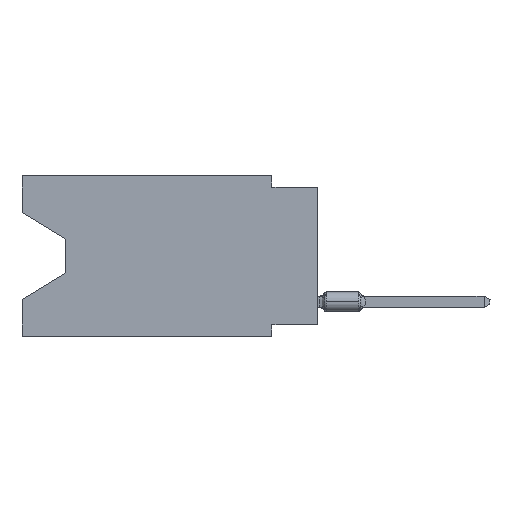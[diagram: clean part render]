
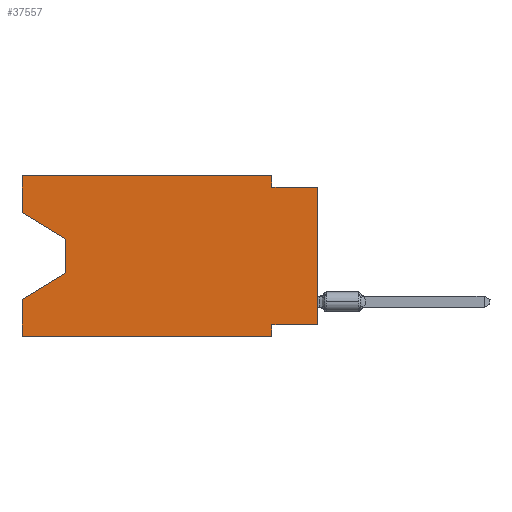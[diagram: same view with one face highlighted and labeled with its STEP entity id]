
A CAD part, left-side view. The second image highlights one B-rep face of the part: STEP entity #37557.
In plain terms, the highlighted planar face has unit normal (-1, 0, 0).
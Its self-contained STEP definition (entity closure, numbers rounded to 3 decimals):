
#130 = CARTESIAN_POINT ( 'NONE',  ( 0., 2.54, -8.89 ) ) ;
#672 = LINE ( 'NONE', #36304, #49908 ) ;
#1363 = CARTESIAN_POINT ( 'NONE',  ( 0., 0., -0.635 ) ) ;
#1815 = VECTOR ( 'NONE', #20814, 1000. ) ;
#2269 = EDGE_CURVE ( 'NONE', #5594, #18803, #27110, .T. ) ;
#2413 = CARTESIAN_POINT ( 'NONE',  ( 0., 2.54, -0.635 ) ) ;
#2507 = LINE ( 'NONE', #24826, #44235 ) ;
#2647 = CARTESIAN_POINT ( 'NONE',  ( 0., 16.383, -2.038 ) ) ;
#3376 = ORIENTED_EDGE ( 'NONE', *, *, #46575, .T. ) ;
#4236 = CARTESIAN_POINT ( 'NONE',  ( 0., 16.383, 0. ) ) ;
#5382 = CARTESIAN_POINT ( 'NONE',  ( 0., 16.383, 0. ) ) ;
#5594 = VERTEX_POINT ( 'NONE', #2647 ) ;
#5930 = EDGE_CURVE ( 'NONE', #49750, #24981, #19950, .T. ) ;
#6768 = ORIENTED_EDGE ( 'NONE', *, *, #43379, .T. ) ;
#6797 = VERTEX_POINT ( 'NONE', #45903 ) ;
#6918 = LINE ( 'NONE', #10977, #25138 ) ;
#6950 = CARTESIAN_POINT ( 'NONE',  ( 0., 2.54, 0. ) ) ;
#7239 = ORIENTED_EDGE ( 'NONE', *, *, #5930, .T. ) ;
#8283 = VECTOR ( 'NONE', #9727, 1000. ) ;
#8387 = CARTESIAN_POINT ( 'NONE',  ( 0., 13.97, -3.505 ) ) ;
#9357 = VERTEX_POINT ( 'NONE', #29012 ) ;
#9395 = LINE ( 'NONE', #130, #47180 ) ;
#9727 = DIRECTION ( 'NONE',  ( 0., -1., 0. ) ) ;
#9771 = EDGE_CURVE ( 'NONE', #5594, #30250, #6918, .T. ) ;
#10977 = CARTESIAN_POINT ( 'NONE',  ( 0., 16.383, -2.038 ) ) ;
#11264 = CARTESIAN_POINT ( 'NONE',  ( 0., 2.54, -8.255 ) ) ;
#11852 = DIRECTION ( 'NONE',  ( 0., 0., -1. ) ) ;
#11931 = CARTESIAN_POINT ( 'NONE',  ( 0., 16.383, 0. ) ) ;
#12156 = ORIENTED_EDGE ( 'NONE', *, *, #36627, .F. ) ;
#12581 = LINE ( 'NONE', #29979, #20338 ) ;
#15838 = CARTESIAN_POINT ( 'NONE',  ( 0., 13.97, -3.505 ) ) ;
#16707 = VECTOR ( 'NONE', #11852, 1000. ) ;
#18133 = LINE ( 'NONE', #5382, #8283 ) ;
#18803 = VERTEX_POINT ( 'NONE', #11931 ) ;
#19950 = LINE ( 'NONE', #24593, #1815 ) ;
#20338 = VECTOR ( 'NONE', #47906, 1000. ) ;
#20375 = LINE ( 'NONE', #43256, #30859 ) ;
#20814 = DIRECTION ( 'NONE',  ( 0., 0., 1. ) ) ;
#21440 = ORIENTED_EDGE ( 'NONE', *, *, #2269, .F. ) ;
#22124 = AXIS2_PLACEMENT_3D ( 'NONE', #43793, #31033, #42924 ) ;
#23009 = EDGE_CURVE ( 'NONE', #38234, #32551, #9395, .T. ) ;
#24593 = CARTESIAN_POINT ( 'NONE',  ( 0., 0., 0. ) ) ;
#24826 = CARTESIAN_POINT ( 'NONE',  ( 0., 16.383, 0. ) ) ;
#24901 = CARTESIAN_POINT ( 'NONE',  ( 0., 0., -8.255 ) ) ;
#24981 = VERTEX_POINT ( 'NONE', #38376 ) ;
#25138 = VECTOR ( 'NONE', #47160, 1000. ) ;
#25838 = PLANE ( 'NONE',  #22124 ) ;
#27110 = LINE ( 'NONE', #4236, #55231 ) ;
#27400 = DIRECTION ( 'NONE',  ( 0., 0., 1. ) ) ;
#28376 = CARTESIAN_POINT ( 'NONE',  ( 0., 2.54, 0. ) ) ;
#29012 = CARTESIAN_POINT ( 'NONE',  ( 0., 13.97, -5.385 ) ) ;
#29979 = CARTESIAN_POINT ( 'NONE',  ( 0., 13.97, -5.385 ) ) ;
#30250 = VERTEX_POINT ( 'NONE', #15838 ) ;
#30859 = VECTOR ( 'NONE', #42971, 1000. ) ;
#31033 = DIRECTION ( 'NONE',  ( 1., 0., 0. ) ) ;
#31044 = VERTEX_POINT ( 'NONE', #2413 ) ;
#32551 = VERTEX_POINT ( 'NONE', #44168 ) ;
#33648 = ORIENTED_EDGE ( 'NONE', *, *, #52148, .T. ) ;
#34156 = ORIENTED_EDGE ( 'NONE', *, *, #23009, .F. ) ;
#35464 = DIRECTION ( 'NONE',  ( 0., 0., -1. ) ) ;
#35476 = VECTOR ( 'NONE', #54624, 1000. ) ;
#35752 = ORIENTED_EDGE ( 'NONE', *, *, #56026, .F. ) ;
#36304 = CARTESIAN_POINT ( 'NONE',  ( 0., 0., -8.255 ) ) ;
#36627 = EDGE_CURVE ( 'NONE', #38079, #6797, #2507, .T. ) ;
#37323 = EDGE_CURVE ( 'NONE', #49750, #38234, #672, .T. ) ;
#37557 = ADVANCED_FACE ( 'NONE', ( #52170 ), #25838, .F. ) ;
#38079 = VERTEX_POINT ( 'NONE', #47973 ) ;
#38234 = VERTEX_POINT ( 'NONE', #11264 ) ;
#38376 = CARTESIAN_POINT ( 'NONE',  ( 0., 0., -0.635 ) ) ;
#40827 = EDGE_CURVE ( 'NONE', #31044, #24981, #41327, .T. ) ;
#41327 = LINE ( 'NONE', #1363, #35476 ) ;
#41995 = ORIENTED_EDGE ( 'NONE', *, *, #47371, .F. ) ;
#42507 = EDGE_LOOP ( 'NONE', ( #51858, #6768, #3376, #12156, #33648, #34156, #44681, #7239, #55336, #41995, #35752, #21440 ) ) ;
#42924 = DIRECTION ( 'NONE',  ( 0., 0., -1. ) ) ;
#42971 = DIRECTION ( 'NONE',  ( 0., -1., 0. ) ) ;
#43256 = CARTESIAN_POINT ( 'NONE',  ( 0., 16.383, -8.89 ) ) ;
#43379 = EDGE_CURVE ( 'NONE', #30250, #9357, #48050, .T. ) ;
#43793 = CARTESIAN_POINT ( 'NONE',  ( 0., 16.383, 0. ) ) ;
#44168 = CARTESIAN_POINT ( 'NONE',  ( 0., 2.54, -8.89 ) ) ;
#44235 = VECTOR ( 'NONE', #55782, 1000. ) ;
#44681 = ORIENTED_EDGE ( 'NONE', *, *, #37323, .F. ) ;
#45903 = CARTESIAN_POINT ( 'NONE',  ( 0., 16.383, -6.852 ) ) ;
#46575 = EDGE_CURVE ( 'NONE', #9357, #6797, #12581, .T. ) ;
#47160 = DIRECTION ( 'NONE',  ( 0., -0.855, -0.519 ) ) ;
#47180 = VECTOR ( 'NONE', #35464, 1000. ) ;
#47371 = EDGE_CURVE ( 'NONE', #54076, #31044, #51517, .T. ) ;
#47906 = DIRECTION ( 'NONE',  ( 0., 0.855, -0.519 ) ) ;
#47973 = CARTESIAN_POINT ( 'NONE',  ( 0., 16.383, -8.89 ) ) ;
#48050 = LINE ( 'NONE', #8387, #51281 ) ;
#49030 = DIRECTION ( 'NONE',  ( 0., 1., 0. ) ) ;
#49750 = VERTEX_POINT ( 'NONE', #24901 ) ;
#49908 = VECTOR ( 'NONE', #49030, 1000. ) ;
#51281 = VECTOR ( 'NONE', #57017, 1000. ) ;
#51517 = LINE ( 'NONE', #6950, #16707 ) ;
#51858 = ORIENTED_EDGE ( 'NONE', *, *, #9771, .T. ) ;
#52148 = EDGE_CURVE ( 'NONE', #38079, #32551, #20375, .T. ) ;
#52170 = FACE_OUTER_BOUND ( 'NONE', #42507, .T. ) ;
#54076 = VERTEX_POINT ( 'NONE', #28376 ) ;
#54624 = DIRECTION ( 'NONE',  ( 0., -1., 0. ) ) ;
#55231 = VECTOR ( 'NONE', #27400, 1000. ) ;
#55336 = ORIENTED_EDGE ( 'NONE', *, *, #40827, .F. ) ;
#55782 = DIRECTION ( 'NONE',  ( 0., 0., 1. ) ) ;
#56026 = EDGE_CURVE ( 'NONE', #18803, #54076, #18133, .T. ) ;
#57017 = DIRECTION ( 'NONE',  ( 0., 0., -1. ) ) ;
